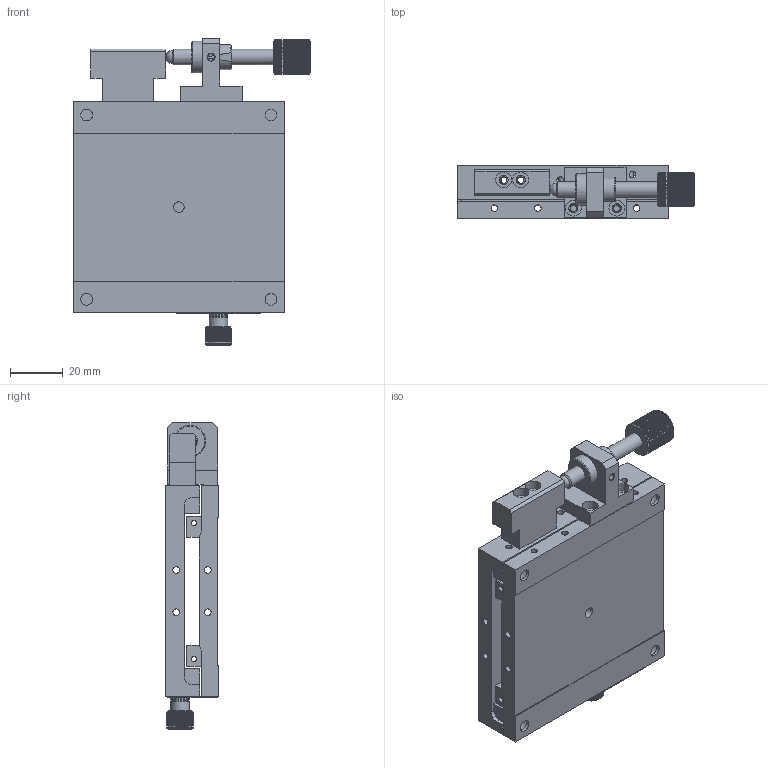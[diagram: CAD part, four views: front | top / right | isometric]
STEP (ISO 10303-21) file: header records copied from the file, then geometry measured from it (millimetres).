
FILE_DESCRIPTION (( 'STEP AP203' ), '1' );
FILE_NAME ('528909.STEP', '2024-11-13T01:44:05', ( 'Windows User' ), ( 'P R C' ), 'SwSTEP 2.0', 'SolidWorks 2020', '' );
FILE_SCHEMA (( 'CONFIG_CONTROL_DESIGN' ));
Length unit declared in the file: millimetre
Products named in the file (1): 528909
Bounding box: 90 x 20 x 116.5 mm (x, y, z)
Surface area: 43669.7 mm2 (no closed solid volume)
Topology: 0 solids, 10 shells, 782 faces, 2057 edges, 1287 vertices
Faces by surface type: plane 387, cylinder 232, cone 162, bspline 1
Full cylindrical faces by diameter (mm): 2.05 x4, 2.5 x30, 3.3 x12, 3.5 x2, 4 x2, 4.5 x4, 6 x5, 7 x2, 8 x4, 9.5 x1, 12 x1
Entity records: 25769 total; most frequent: CARTESIAN_POINT 7624, ORIENTED_EDGE 3787, DIRECTION 3500, EDGE_CURVE 1957, AXIS2_PLACEMENT_3D 1409, VERTEX_POINT 1276, EDGE_LOOP 962, FACE_OUTER_BOUND 848
